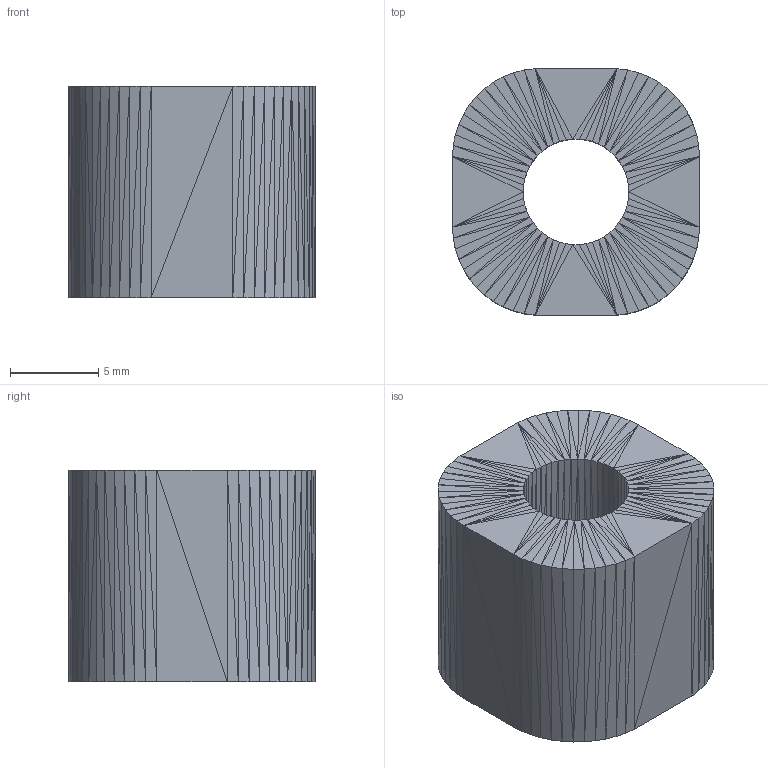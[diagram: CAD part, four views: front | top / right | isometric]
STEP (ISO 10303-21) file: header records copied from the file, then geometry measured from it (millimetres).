
FILE_DESCRIPTION(('FreeCAD Model'),'2;1');
FILE_NAME('Open CASCADE Shape Model','2023-03-15T23:40:44',('FreeCAD'),( 'FreeCAD'),'Open CASCADE STEP processor 7.6','FreeCAD','Unknown');
FILE_SCHEMA(('AUTOMOTIVE_DESIGN { 1 0 10303 214 1 1 1 1 }'));
Length unit declared in the file: millimetre
Products named in the file (1): Open CASCADE STEP translator 7.6 1
Bounding box: 14 x 13.98 x 12 mm (x, y, z)
Volume: 1752.7 mm3; surface area: 1086.9 mm2
Topology: 1 solids, 1 shells, 408 faces, 612 edges, 204 vertices
Faces by surface type: plane 408
Entity records: 15930 total; most frequent: DIRECTION 2654, CARTESIAN_POINT 2449, LINE 1836, VECTOR 1836, ORIENTED_EDGE 1224, PCURVE 1224, DEFINITIONAL_REPRESENTATION 1224, EDGE_CURVE 612
